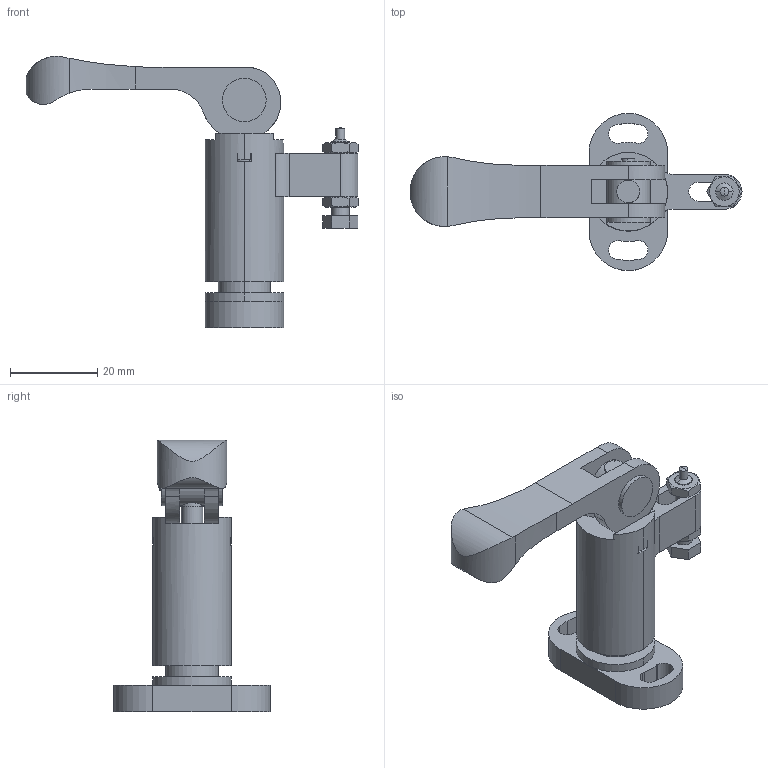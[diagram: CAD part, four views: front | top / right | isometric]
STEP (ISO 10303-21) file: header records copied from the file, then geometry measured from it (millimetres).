
FILE_DESCRIPTION (( 'STEP AP203' ), '1' );
FILE_NAME ('qlswc100vl-np.STEP', '2021-10-21T08:36:56', ( '' ), ( '' ), 'SwSTEP 2.0', 'SolidWorks 2020', '' );
FILE_SCHEMA (( 'CONFIG_CONTROL_DESIGN' ));
Length unit declared in the file: millimetre
Products named in the file (8): qlswc100vl-np_07; qlswc100vl-np_03; qlswc100vl-np_06; qlswc100vl-np_04; qlswc100vl-np_02; qlswc100vl-np_05; qlswc100vl-np_01; qlswc100vl-np
Assembly tree (7 placements, depth 2):
  qlswc100vl-np
    qlswc100vl-np_01
    qlswc100vl-np_02
    qlswc100vl-np_03
    qlswc100vl-np_04
    qlswc100vl-np_05
    qlswc100vl-np_06
    qlswc100vl-np_07
Bounding box: 76.04 x 36 x 62.15 mm (x, y, z)
Volume: 19314.3 mm3; surface area: 12159 mm2
Topology: 7 solids, 7 shells, 168 faces, 432 edges, 285 vertices
Faces by surface type: plane 82, cylinder 70, cone 10, bspline 4, sphere 2
Entity records: 6590 total; most frequent: CARTESIAN_POINT 1574, DIRECTION 886, ORIENTED_EDGE 864, EDGE_CURVE 432, AXIS2_PLACEMENT_3D 337, VERTEX_POINT 285, VECTOR 212, LINE 212
